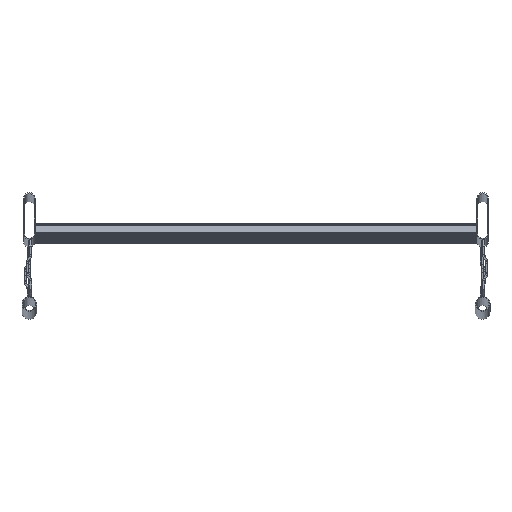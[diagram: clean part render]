
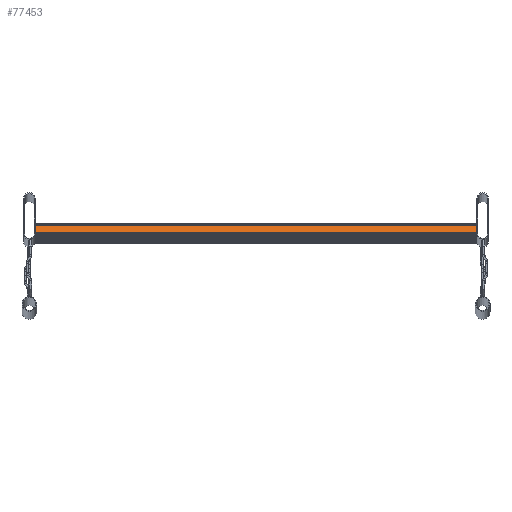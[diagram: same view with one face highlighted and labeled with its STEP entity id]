
A CAD part, top view. The second image highlights one B-rep face of the part: STEP entity #77453.
In plain terms, the highlighted planar face has unit normal (0, 0.314, 0.949).
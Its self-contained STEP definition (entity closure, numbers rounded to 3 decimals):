
#118 = VERTEX_POINT ( 'NONE', #86088 ) ;
#307 = CARTESIAN_POINT ( 'NONE',  ( -285., -11.715, 2886.067 ) ) ;
#4033 = DIRECTION ( 'NONE',  ( 0., 0.949, -0.314 ) ) ;
#7614 = EDGE_LOOP ( 'NONE', ( #121422, #21660, #26085, #97451 ) ) ;
#12345 = EDGE_CURVE ( 'NONE', #44883, #71611, #27170, .T. ) ;
#21660 = ORIENTED_EDGE ( 'NONE', *, *, #86763, .F. ) ;
#23310 = CARTESIAN_POINT ( 'NONE',  ( -285., -11.715, 2886.067 ) ) ;
#24596 = LINE ( 'NONE', #41477, #49865 ) ;
#26085 = ORIENTED_EDGE ( 'NONE', *, *, #104390, .T. ) ;
#27170 = LINE ( 'NONE', #97432, #74728 ) ;
#36155 = DIRECTION ( 'NONE',  ( 0., -0.949, 0.314 ) ) ;
#37065 = VECTOR ( 'NONE', #89386, 1000. ) ;
#40598 = EDGE_CURVE ( 'NONE', #41900, #71611, #87653, .T. ) ;
#41477 = CARTESIAN_POINT ( 'NONE',  ( 285., -21.715, 2889.374 ) ) ;
#41900 = VERTEX_POINT ( 'NONE', #96249 ) ;
#44883 = VERTEX_POINT ( 'NONE', #49426 ) ;
#49426 = CARTESIAN_POINT ( 'NONE',  ( 285., -11.715, 2886.067 ) ) ;
#49865 = VECTOR ( 'NONE', #88882, 1000. ) ;
#54905 = CARTESIAN_POINT ( 'NONE',  ( 285., -11.715, 2886.067 ) ) ;
#64017 = PLANE ( 'NONE',  #94554 ) ;
#67120 = VECTOR ( 'NONE', #4033, 1000. ) ;
#68820 = FACE_OUTER_BOUND ( 'NONE', #7614, .T. ) ;
#71611 = VERTEX_POINT ( 'NONE', #307 ) ;
#74728 = VECTOR ( 'NONE', #78262, 1000. ) ;
#77453 = ADVANCED_FACE ( 'NONE', ( #68820 ), #64017, .T. ) ;
#78262 = DIRECTION ( 'NONE',  ( -1., 0., 0. ) ) ;
#86088 = CARTESIAN_POINT ( 'NONE',  ( 285., -21.715, 2889.374 ) ) ;
#86763 = EDGE_CURVE ( 'NONE', #118, #41900, #24596, .T. ) ;
#87653 = LINE ( 'NONE', #23310, #37065 ) ;
#88882 = DIRECTION ( 'NONE',  ( -1., 0., 0. ) ) ;
#89386 = DIRECTION ( 'NONE',  ( 0., 0.949, -0.314 ) ) ;
#93132 = DIRECTION ( 'NONE',  ( 0., 0.314, 0.949 ) ) ;
#94554 = AXIS2_PLACEMENT_3D ( 'NONE', #54905, #93132, #36155 ) ;
#96249 = CARTESIAN_POINT ( 'NONE',  ( -285., -21.715, 2889.374 ) ) ;
#97432 = CARTESIAN_POINT ( 'NONE',  ( 285., -11.715, 2886.067 ) ) ;
#97451 = ORIENTED_EDGE ( 'NONE', *, *, #12345, .T. ) ;
#104390 = EDGE_CURVE ( 'NONE', #118, #44883, #114765, .T. ) ;
#108982 = CARTESIAN_POINT ( 'NONE',  ( 285., -11.715, 2886.067 ) ) ;
#114765 = LINE ( 'NONE', #108982, #67120 ) ;
#121422 = ORIENTED_EDGE ( 'NONE', *, *, #40598, .F. ) ;
